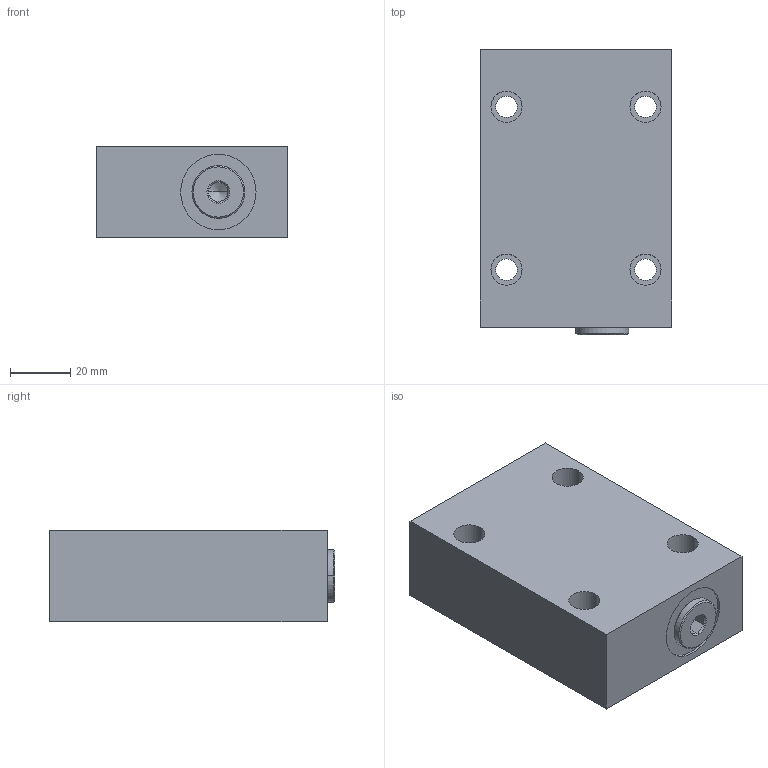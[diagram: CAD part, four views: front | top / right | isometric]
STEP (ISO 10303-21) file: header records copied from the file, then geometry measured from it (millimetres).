
FILE_DESCRIPTION((''),'2;1');
FILE_NAME('ZJM_ASM','2019-11-12T',('ProEService'),(''),'PRO/ENGINEER BY PARAMETRIC TECHNOLOGY CORPORATION, 2014200','PRO/ENGINEER BY PARAMETRIC TECHNOLOGY CORPORATION, 2014200','');
FILE_SCHEMA(('CONFIG_CONTROL_DESIGN'));
Length unit declared in the file: inch
Products named in the file (3): 151-580; A330-006-006; ZJM_ASM
Assembly tree (2 placements, depth 2):
  ZJM_ASM
    151-580
    A330-006-006
Bounding box: 63.5 x 94.59 x 30.18 mm (x, y, z)
Volume: 157101.4 mm3; surface area: 29591.9 mm2
Topology: 2 solids, 2 shells, 94 faces, 380 edges, 364 vertices
Faces by surface type: cylinder 40, plane 26, cone 21, sphere 5, torus 2
Entity records: 4399 total; most frequent: CARTESIAN_POINT 1304, DIRECTION 648, ORIENTED_EDGE 448, VECTOR 238, LINE 238, EDGE_CURVE 224, AXIS2_PLACEMENT_3D 205, TRIMMED_CURVE 148
